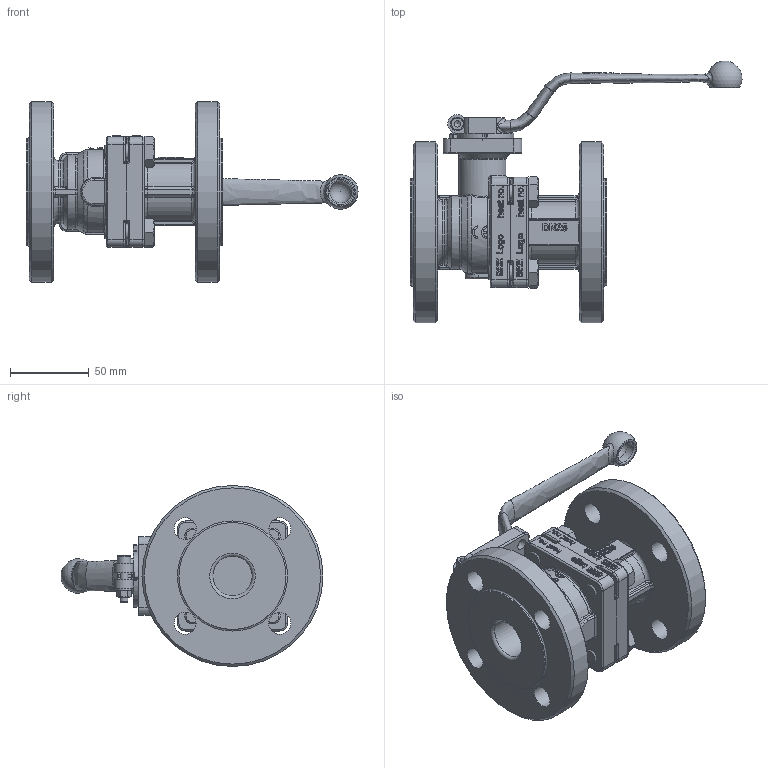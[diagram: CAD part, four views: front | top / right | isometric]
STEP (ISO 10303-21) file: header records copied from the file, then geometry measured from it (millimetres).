
FILE_DESCRIPTION(/* description */ (''),/* implementation_level */ '2;1');
FILE_NAME(/* name */ '71M_71MS_PN16_R27_25.stp',/* time_stamp */ '2021-06-16T09:45:33+02:00',/* author */ ('sga-ext'),/* organization */ (''),/* preprocessor_version */ 'ST-DEVELOPER v18.1',/* originating_system */ 'Autodesk Inventor 2021',/* authorisation */ '');
FILE_SCHEMA (('AUTOMOTIVE_DESIGN { 1 0 10303 214 3 1 1 }'));
Products named in the file (1): ENG-069061
Bounding box: 210.97 x 166.45 x 115 mm (x, y, z)
Volume: 569959.3 mm3; surface area: 108637.5 mm2
Topology: 2 solids, 2 shells, 1238 faces, 3219 edges, 2019 vertices
Faces by surface type: plane 478, bspline 370, cylinder 224, torus 92, cone 66, sphere 8
Full cylindrical faces by diameter (mm): 4 x2, 5 x3, 5.2 x2, 7 x4, 8.5 x1, 9.188 x4, 10 x8, 11 x4, 14 x9, 15.4 x4, 16 x1, 16.3 x1, 25 x2, 30 x1, 68 x2, 115 x2
Entity records: 47248 total; most frequent: CARTESIAN_POINT 18131, ORIENTED_EDGE 6380, DIRECTION 4765, EDGE_CURVE 3190, VERTEX_POINT 2019, AXIS2_PLACEMENT_3D 1634, LINE 1497, VECTOR 1497
